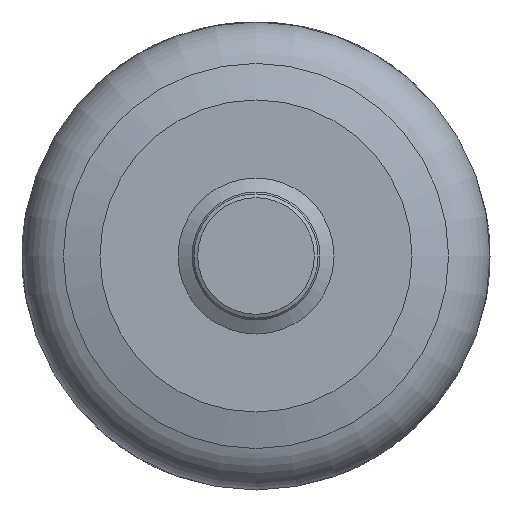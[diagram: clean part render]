
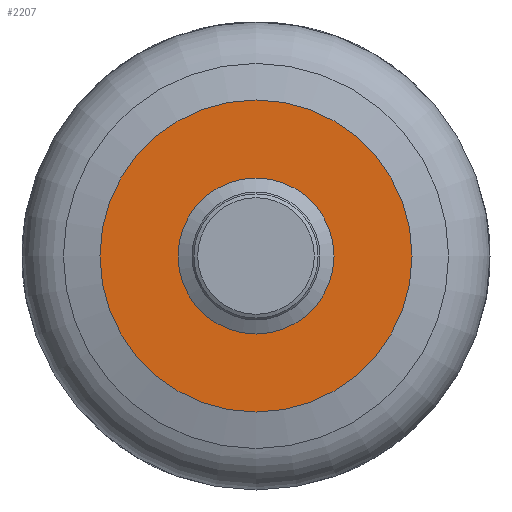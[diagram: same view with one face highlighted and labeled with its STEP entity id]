
A CAD part, front view. The second image highlights one B-rep face of the part: STEP entity #2207.
In plain terms, the highlighted planar face has unit normal (0, -1, 0).
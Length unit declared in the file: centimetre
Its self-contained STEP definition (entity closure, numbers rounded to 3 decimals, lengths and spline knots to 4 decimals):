
#295=PLANE($,#2452);
#459=FACE_BOUND($,#768,.T.);
#543=FACE_OUTER_BOUND($,#767,.T.);
#767=EDGE_LOOP($,(#1695));
#768=EDGE_LOOP($,(#1696));
#991=CIRCLE($,#2453,0.6);
#992=CIRCLE($,#2454,0.3);
#1153=VERTEX_POINT($,#4040);
#1154=VERTEX_POINT($,#4042);
#1372=EDGE_CURVE($,#1153,#1153,#991,.T.);
#1373=EDGE_CURVE($,#1154,#1154,#992,.T.);
#1695=ORIENTED_EDGE($,*,*,#1372,.T.);
#1696=ORIENTED_EDGE($,*,*,#1373,.F.);
#2207=ADVANCED_FACE($,(#543,#459),#295,.T.);
#2452=AXIS2_PLACEMENT_3D($,#4039,#2887,#2888);
#2453=AXIS2_PLACEMENT_3D($,#4041,#2889,#2890);
#2454=AXIS2_PLACEMENT_3D($,#4043,#2891,#2892);
#2887=DIRECTION('center_axis',(0.,-1.,0.));
#2888=DIRECTION('ref_axis',(0.,0.,-1.));
#2889=DIRECTION('center_axis',(0.,-1.,0.));
#2890=DIRECTION('ref_axis',(0.,0.,-1.));
#2891=DIRECTION('center_axis',(0.,-1.,0.));
#2892=DIRECTION('ref_axis',(0.,0.,-1.));
#4039=CARTESIAN_POINT('Origin',(0.6,-0.3464,0.));
#4040=CARTESIAN_POINT('',(0.,-0.3464,-0.6));
#4041=CARTESIAN_POINT('Origin',(0.,-0.3464,0.));
#4042=CARTESIAN_POINT('',(0.,-0.3464,-0.3));
#4043=CARTESIAN_POINT('Origin',(0.,-0.3464,0.));
